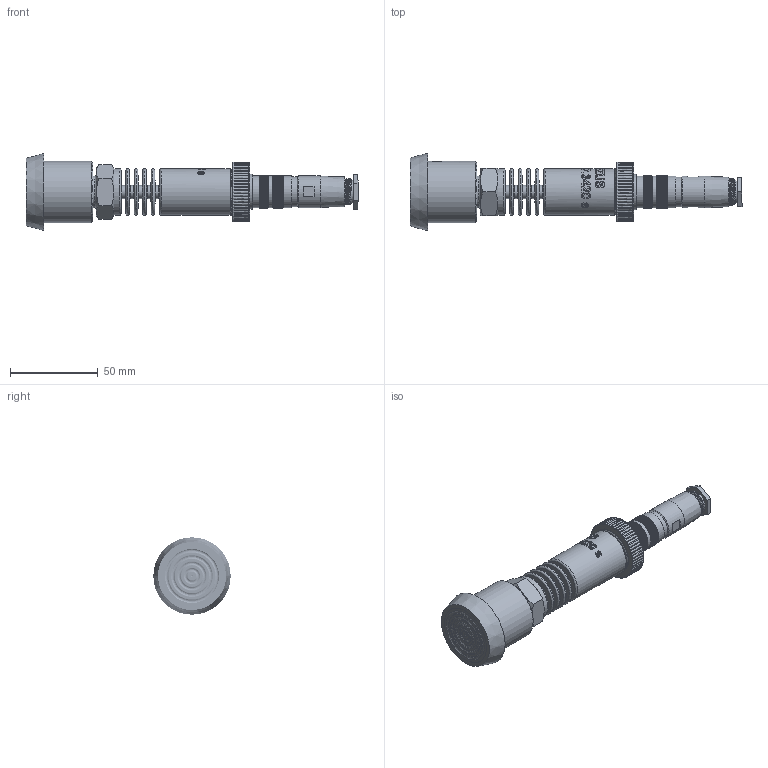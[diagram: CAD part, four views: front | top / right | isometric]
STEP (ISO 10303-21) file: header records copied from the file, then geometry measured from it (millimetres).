
FILE_DESCRIPTION(/* description */ (''),/* implementation_level */ '2;1');
FILE_NAME(/* name */ 'APZ3420s_TapperDN25_radiator_7.step',/* time_stamp */ '2021-07-08T13:53:17+03:00',/* author */ (''),/* organization */ (''),/* preprocessor_version */ 'ST-DEVELOPER v18.1',/* originating_system */ 'Autodesk Translation Framework v10.9.0.1377',/* authorisation */ '');
FILE_SCHEMA (('AUTOMOTIVE_DESIGN { 1 0 10303 214 3 1 1 }'));
Length unit declared in the file: millimetre
Products named in the file (8): АПЗ 3420S заполненная; OMAL nut M27x1.5; Binder 723 assembly; Binder 723 female; Binder 723 male; Ш100.000.005; G1\2EN radiator; Tapper socket DN25 diaphragm 34 v2
Assembly tree (7 placements, depth 3):
  АПЗ 3420S заполненная
    OMAL nut M27x1.5
    Binder 723 assembly
      Binder 723 female
      Binder 723 male
    Ш100.000.005
    G1\2EN radiator
    Tapper socket DN25 diaphragm 34 v2
Bounding box: 188.75 x 44 x 44 mm (x, y, z)
Volume: 96764 mm3; surface area: 38508.2 mm2
Topology: 9 solids, 9 shells, 3630 faces, 9189 edges, 6014 vertices
Faces by surface type: plane 2175, cylinder 645, bspline 470, cone 305, torus 34, sphere 1
Full cylindrical faces by diameter (mm): 1 x15, 1.5 x5, 2 x1, 3 x1, 3.3 x1, 5 x1, 6 x3, 7 x1, 7.5 x5, 10 x1, 11.8 x1, 12 x1, 13 x1, 13.5 x1, 13.741 x3, 14.884 x2, 15.044 x5, 15.2 x1, 15.908 x4, 16.7 x1, 16.8 x1, 17.044 x7, 17.283 x6, 17.5 x1, 17.6 x1, 17.908 x7, 18 x5, 18.124 x7, 18.161 x2, 18.631 x6
Entity records: 142347 total; most frequent: CARTESIAN_POINT 55743, ORIENTED_EDGE 18374, DIRECTION 18358, EDGE_CURVE 9187, AXIS2_PLACEMENT_3D 7918, VERTEX_POINT 6013, EDGE_LOOP 4076, ELLIPSE 3870
